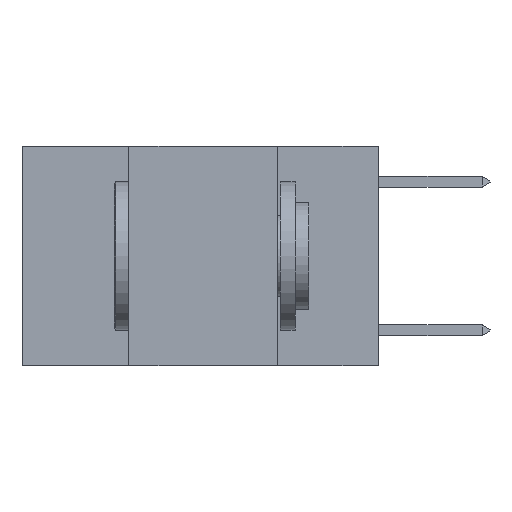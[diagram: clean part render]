
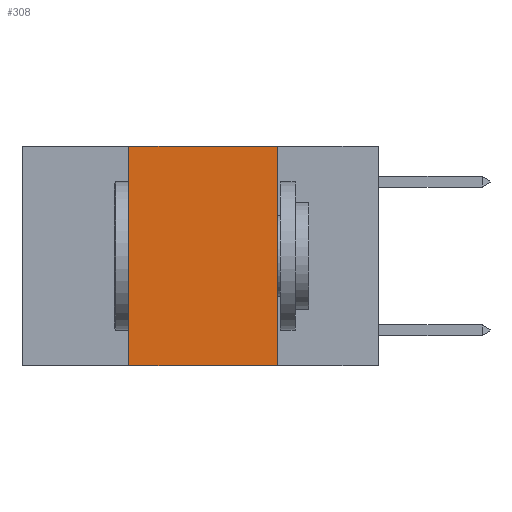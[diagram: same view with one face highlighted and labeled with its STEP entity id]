
A CAD part, left-side view. The second image highlights one B-rep face of the part: STEP entity #308.
In plain terms, the highlighted planar face has unit normal (-1, 0, 0).
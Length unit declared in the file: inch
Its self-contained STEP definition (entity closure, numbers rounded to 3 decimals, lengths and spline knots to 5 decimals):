
#308 = ADVANCED_FACE ( 'NONE', ( #17111 ), #1957, .F. ) ;
#1957 = PLANE ( 'NONE',  #3882 ) ;
#2407 = CARTESIAN_POINT ( 'NONE',  ( 0., 0.42, 0. ) ) ;
#2734 = CARTESIAN_POINT ( 'NONE',  ( 0., 0.17, -0.37 ) ) ;
#3229 = VECTOR ( 'NONE', #6749, 39.37008 ) ;
#3374 = CARTESIAN_POINT ( 'NONE',  ( 0., 0.6, -0.37 ) ) ;
#3464 = LINE ( 'NONE', #13523, #3518 ) ;
#3472 = ORIENTED_EDGE ( 'NONE', *, *, #4648, .F. ) ;
#3518 = VECTOR ( 'NONE', #5035, 39.37008 ) ;
#3581 = LINE ( 'NONE', #3374, #17166 ) ;
#3882 = AXIS2_PLACEMENT_3D ( 'NONE', #17001, #12329, #20579 ) ;
#4648 = EDGE_CURVE ( 'NONE', #8567, #14185, #9688, .T. ) ;
#5035 = DIRECTION ( 'NONE',  ( 0., 0., 1. ) ) ;
#6749 = DIRECTION ( 'NONE',  ( 0., -1., 0. ) ) ;
#8317 = CARTESIAN_POINT ( 'NONE',  ( 0., 0.6, 0. ) ) ;
#8567 = VERTEX_POINT ( 'NONE', #2407 ) ;
#9688 = LINE ( 'NONE', #8317, #3229 ) ;
#10128 = EDGE_CURVE ( 'NONE', #14185, #21408, #15437, .T. ) ;
#11406 = VECTOR ( 'NONE', #20437, 39.37008 ) ;
#12329 = DIRECTION ( 'NONE',  ( 1., 0., 0. ) ) ;
#13523 = CARTESIAN_POINT ( 'NONE',  ( 0., 0.42, 0. ) ) ;
#14185 = VERTEX_POINT ( 'NONE', #17779 ) ;
#14963 = EDGE_CURVE ( 'NONE', #19945, #8567, #3464, .T. ) ;
#15437 = LINE ( 'NONE', #20113, #11406 ) ;
#17001 = CARTESIAN_POINT ( 'NONE',  ( 0., 0.6, 0. ) ) ;
#17111 = FACE_OUTER_BOUND ( 'NONE', #21281, .T. ) ;
#17166 = VECTOR ( 'NONE', #17182, 39.37008 ) ;
#17182 = DIRECTION ( 'NONE',  ( 0., -1., 0. ) ) ;
#17779 = CARTESIAN_POINT ( 'NONE',  ( 0., 0.17, 0. ) ) ;
#19689 = ORIENTED_EDGE ( 'NONE', *, *, #14963, .F. ) ;
#19945 = VERTEX_POINT ( 'NONE', #20138 ) ;
#20113 = CARTESIAN_POINT ( 'NONE',  ( 0., 0.17, 0. ) ) ;
#20138 = CARTESIAN_POINT ( 'NONE',  ( 0., 0.42, -0.37 ) ) ;
#20394 = EDGE_CURVE ( 'NONE', #19945, #21408, #3581, .T. ) ;
#20437 = DIRECTION ( 'NONE',  ( 0., 0., -1. ) ) ;
#20579 = DIRECTION ( 'NONE',  ( 0., 0., -1. ) ) ;
#20828 = ORIENTED_EDGE ( 'NONE', *, *, #10128, .F. ) ;
#21281 = EDGE_LOOP ( 'NONE', ( #20828, #3472, #19689, #21767 ) ) ;
#21408 = VERTEX_POINT ( 'NONE', #2734 ) ;
#21767 = ORIENTED_EDGE ( 'NONE', *, *, #20394, .T. ) ;
